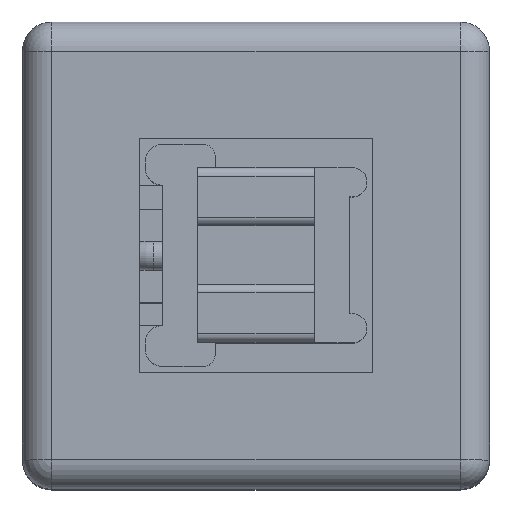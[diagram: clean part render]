
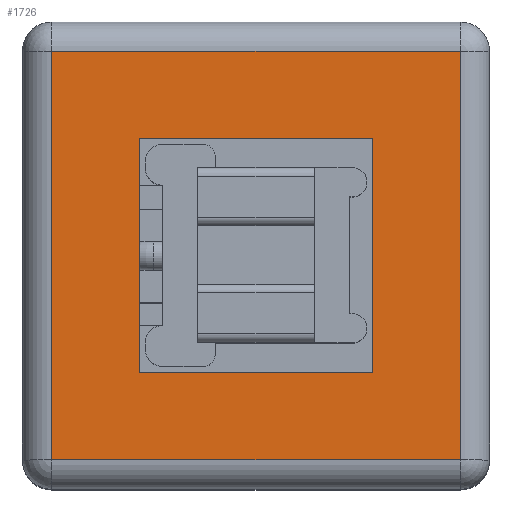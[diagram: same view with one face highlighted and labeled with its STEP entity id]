
A CAD part, top view. The second image highlights one B-rep face of the part: STEP entity #1726.
In plain terms, the highlighted planar face has unit normal (0, 0, 1).
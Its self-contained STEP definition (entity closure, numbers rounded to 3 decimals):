
#1684=AXIS2_PLACEMENT_3D('Plane Axis2P3D',#1681,#1682,#1683) ;
#1015=CARTESIAN_POINT('Vertex',(-2.,-2.,8.)) ;
#1018=CARTESIAN_POINT('Line Origine',(0.,-2.,8.)) ;
#1022=CARTESIAN_POINT('Vertex',(2.,-2.,8.)) ;
#1046=CARTESIAN_POINT('Vertex',(-2.,2.,8.)) ;
#1049=CARTESIAN_POINT('Line Origine',(-2.,0.,8.)) ;
#1070=CARTESIAN_POINT('Vertex',(2.,2.,8.)) ;
#1073=CARTESIAN_POINT('Line Origine',(0.,2.,8.)) ;
#1090=CARTESIAN_POINT('Line Origine',(2.,0.,8.)) ;
#1681=CARTESIAN_POINT('Axis2P3D Location',(0.,0.,8.)) ;
#1686=CARTESIAN_POINT('Line Origine',(3.5,0.,8.)) ;
#1690=CARTESIAN_POINT('Vertex',(3.5,-3.5,8.)) ;
#1692=CARTESIAN_POINT('Vertex',(3.5,3.5,8.)) ;
#1695=CARTESIAN_POINT('Line Origine',(0.,3.5,8.)) ;
#1699=CARTESIAN_POINT('Vertex',(-3.5,3.5,8.)) ;
#1702=CARTESIAN_POINT('Line Origine',(-3.5,0.,8.)) ;
#1706=CARTESIAN_POINT('Vertex',(-3.5,-3.5,8.)) ;
#1709=CARTESIAN_POINT('Line Origine',(0.,-3.5,8.)) ;
#1019=DIRECTION('Vector Direction',(-1.,0.,0.)) ;
#1050=DIRECTION('Vector Direction',(0.,1.,0.)) ;
#1074=DIRECTION('Vector Direction',(1.,0.,0.)) ;
#1091=DIRECTION('Vector Direction',(0.,-1.,0.)) ;
#1682=DIRECTION('Axis2P3D Direction',(0.,0.,1.)) ;
#1683=DIRECTION('Axis2P3D XDirection',(1.,0.,0.)) ;
#1687=DIRECTION('Vector Direction',(0.,-1.,0.)) ;
#1696=DIRECTION('Vector Direction',(1.,0.,0.)) ;
#1703=DIRECTION('Vector Direction',(0.,1.,0.)) ;
#1710=DIRECTION('Vector Direction',(-1.,0.,0.)) ;
#1020=VECTOR('Line Direction',#1019,1.) ;
#1051=VECTOR('Line Direction',#1050,1.) ;
#1075=VECTOR('Line Direction',#1074,1.) ;
#1092=VECTOR('Line Direction',#1091,1.) ;
#1688=VECTOR('Line Direction',#1687,1.) ;
#1697=VECTOR('Line Direction',#1696,1.) ;
#1704=VECTOR('Line Direction',#1703,1.) ;
#1711=VECTOR('Line Direction',#1710,1.) ;
#1715=ORIENTED_EDGE('',*,*,#1694,.T.) ;
#1716=ORIENTED_EDGE('',*,*,#1701,.T.) ;
#1717=ORIENTED_EDGE('',*,*,#1708,.T.) ;
#1718=ORIENTED_EDGE('',*,*,#1713,.T.) ;
#1721=ORIENTED_EDGE('',*,*,#1024,.F.) ;
#1722=ORIENTED_EDGE('',*,*,#1053,.F.) ;
#1723=ORIENTED_EDGE('',*,*,#1077,.F.) ;
#1724=ORIENTED_EDGE('',*,*,#1094,.F.) ;
#1725=FACE_BOUND('',#1720,.T.) ;
#1726=ADVANCED_FACE('Top Cover',(#1719,#1725),#1685,.T.) ;
#1024=EDGE_CURVE('',#1016,#1023,#1021,.F.) ;
#1053=EDGE_CURVE('',#1047,#1016,#1052,.F.) ;
#1077=EDGE_CURVE('',#1071,#1047,#1076,.F.) ;
#1094=EDGE_CURVE('',#1023,#1071,#1093,.F.) ;
#1694=EDGE_CURVE('',#1691,#1693,#1689,.F.) ;
#1701=EDGE_CURVE('',#1693,#1700,#1698,.F.) ;
#1708=EDGE_CURVE('',#1700,#1707,#1705,.F.) ;
#1713=EDGE_CURVE('',#1707,#1691,#1712,.F.) ;
#1714=EDGE_LOOP('',(#1715,#1716,#1717,#1718)) ;
#1720=EDGE_LOOP('',(#1721,#1722,#1723,#1724)) ;
#1719=FACE_OUTER_BOUND('',#1714,.T.) ;
#1021=LINE('Line',#1018,#1020) ;
#1052=LINE('Line',#1049,#1051) ;
#1076=LINE('Line',#1073,#1075) ;
#1093=LINE('Line',#1090,#1092) ;
#1689=LINE('Line',#1686,#1688) ;
#1698=LINE('Line',#1695,#1697) ;
#1705=LINE('Line',#1702,#1704) ;
#1712=LINE('Line',#1709,#1711) ;
#1685=PLANE('Plane',#1684) ;
#1016=VERTEX_POINT('',#1015) ;
#1023=VERTEX_POINT('',#1022) ;
#1047=VERTEX_POINT('',#1046) ;
#1071=VERTEX_POINT('',#1070) ;
#1691=VERTEX_POINT('',#1690) ;
#1693=VERTEX_POINT('',#1692) ;
#1700=VERTEX_POINT('',#1699) ;
#1707=VERTEX_POINT('',#1706) ;
